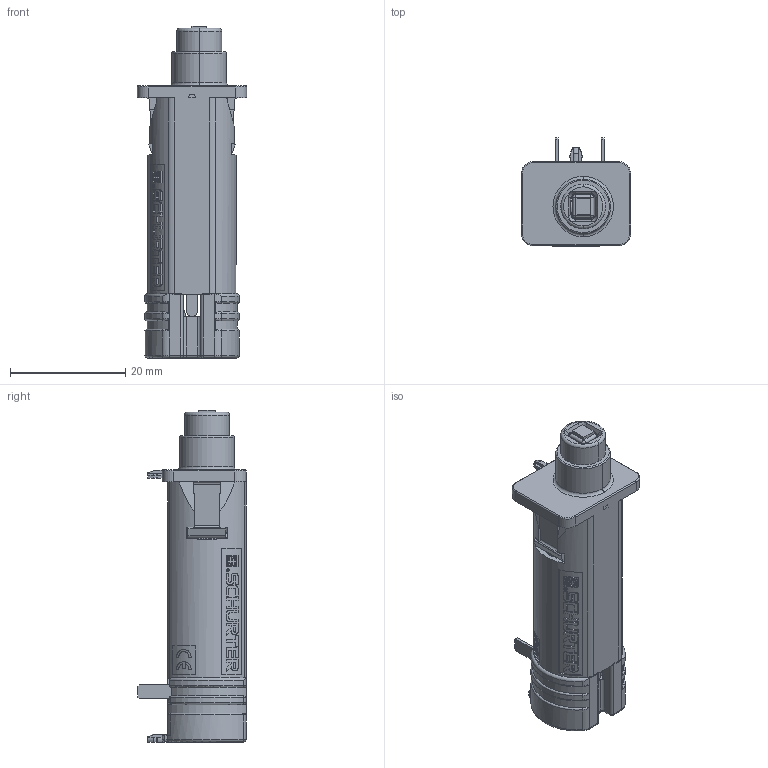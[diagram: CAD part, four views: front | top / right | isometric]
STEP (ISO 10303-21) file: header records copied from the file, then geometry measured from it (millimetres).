
FILE_DESCRIPTION (( 'STEP AP214' ), '1' );
FILE_NAME ('T9-818.STEP', '2013-09-23T09:39:02', ( '' ), ( '' ), 'SwSTEP 2.0', 'SolidWorks 2012', '' );
FILE_SCHEMA (( 'AUTOMOTIVE_DESIGN' ));
Length unit declared in the file: millimetre
Products named in the file (1): T9-818
Bounding box: 19 x 18.8 x 57.7 mm (x, y, z)
Volume: 5634.6 mm3; surface area: 9872.8 mm2
Topology: 2 solids, 2 shells, 1477 faces, 4238 edges, 2711 vertices
Faces by surface type: plane 962, cylinder 411, torus 58, sphere 16, bspline 16, cone 14
Entity records: 49128 total; most frequent: CARTESIAN_POINT 10480, ORIENTED_EDGE 8444, DIRECTION 7794, EDGE_CURVE 4222, VECTOR 2890, LINE 2890, VERTEX_POINT 2711, AXIS2_PLACEMENT_3D 2452
